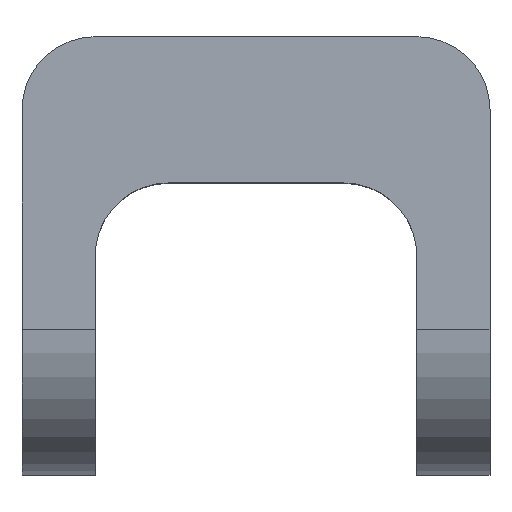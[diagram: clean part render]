
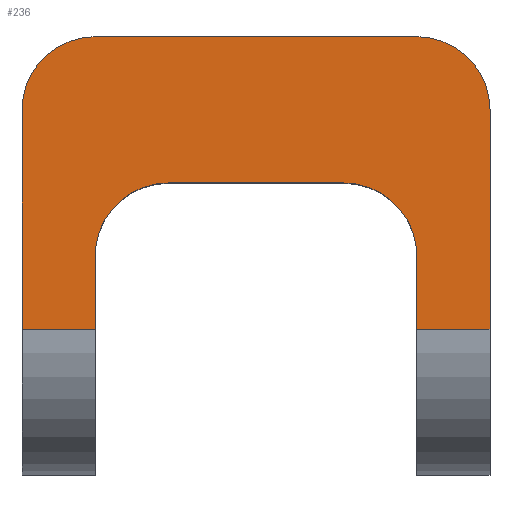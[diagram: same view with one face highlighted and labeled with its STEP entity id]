
A CAD part, top view. The second image highlights one B-rep face of the part: STEP entity #236.
In plain terms, the highlighted planar face has unit normal (0, 0, 1).
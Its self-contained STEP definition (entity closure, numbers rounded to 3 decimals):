
#7 = EDGE_CURVE ( 'NONE', #576, #803, #721, .T. ) ;
#11 = AXIS2_PLACEMENT_3D ( 'NONE', #262, #518, #760 ) ;
#18 = CARTESIAN_POINT ( 'NONE',  ( -16., 0., 18.49 ) ) ;
#33 = VECTOR ( 'NONE', #510, 1000. ) ;
#43 = CARTESIAN_POINT ( 'NONE',  ( -11., 20., 18.49 ) ) ;
#49 = DIRECTION ( 'NONE',  ( 1., 0., 0. ) ) ;
#52 = CARTESIAN_POINT ( 'NONE',  ( -11., 0., 18.49 ) ) ;
#65 = FACE_OUTER_BOUND ( 'NONE', #601, .T. ) ;
#82 = CARTESIAN_POINT ( 'NONE',  ( 6., 5., 18.49 ) ) ;
#84 = ORIENTED_EDGE ( 'NONE', *, *, #605, .F. ) ;
#86 = CARTESIAN_POINT ( 'NONE',  ( 11., 5., 18.49 ) ) ;
#88 = CARTESIAN_POINT ( 'NONE',  ( -11., 15., 18.49 ) ) ;
#96 = DIRECTION ( 'NONE',  ( 0., 0., 1. ) ) ;
#98 = AXIS2_PLACEMENT_3D ( 'NONE', #273, #213, #531 ) ;
#103 = VECTOR ( 'NONE', #424, 1000. ) ;
#105 = CARTESIAN_POINT ( 'NONE',  ( -16., 0., 18.49 ) ) ;
#106 = VERTEX_POINT ( 'NONE', #410 ) ;
#113 = EDGE_CURVE ( 'NONE', #576, #106, #168, .T. ) ;
#117 = CARTESIAN_POINT ( 'NONE',  ( 11., 0., 18.49 ) ) ;
#124 = VERTEX_POINT ( 'NONE', #549 ) ;
#131 = LINE ( 'NONE', #383, #536 ) ;
#137 = VECTOR ( 'NONE', #703, 1000. ) ;
#158 = CARTESIAN_POINT ( 'NONE',  ( 0., 0., 18.49 ) ) ;
#165 = ORIENTED_EDGE ( 'NONE', *, *, #554, .F. ) ;
#168 = LINE ( 'NONE', #105, #103 ) ;
#174 = DIRECTION ( 'NONE',  ( 0., -1., 0. ) ) ;
#177 = CARTESIAN_POINT ( 'NONE',  ( 0., 0., 18.49 ) ) ;
#180 = ORIENTED_EDGE ( 'NONE', *, *, #317, .T. ) ;
#196 = ORIENTED_EDGE ( 'NONE', *, *, #542, .T. ) ;
#213 = DIRECTION ( 'NONE',  ( 0., 0., -1. ) ) ;
#236 = ADVANCED_FACE ( 'NONE', ( #65 ), #683, .T. ) ;
#244 = VERTEX_POINT ( 'NONE', #750 ) ;
#259 = AXIS2_PLACEMENT_3D ( 'NONE', #177, #752, #49 ) ;
#262 = CARTESIAN_POINT ( 'NONE',  ( 11., 15., 18.49 ) ) ;
#269 = LINE ( 'NONE', #524, #33 ) ;
#273 = CARTESIAN_POINT ( 'NONE',  ( -6., 5., 18.49 ) ) ;
#284 = AXIS2_PLACEMENT_3D ( 'NONE', #82, #336, #583 ) ;
#298 = ORIENTED_EDGE ( 'NONE', *, *, #582, .T. ) ;
#309 = ORIENTED_EDGE ( 'NONE', *, *, #113, .F. ) ;
#317 = EDGE_CURVE ( 'NONE', #412, #502, #692, .T. ) ;
#330 = EDGE_CURVE ( 'NONE', #362, #124, #388, .T. ) ;
#334 = LINE ( 'NONE', #595, #137 ) ;
#336 = DIRECTION ( 'NONE',  ( 0., 0., -1. ) ) ;
#345 = EDGE_CURVE ( 'NONE', #673, #634, #269, .T. ) ;
#358 = EDGE_CURVE ( 'NONE', #803, #244, #131, .T. ) ;
#362 = VERTEX_POINT ( 'NONE', #449 ) ;
#371 = CARTESIAN_POINT ( 'NONE',  ( 16., 0., 18.49 ) ) ;
#383 = CARTESIAN_POINT ( 'NONE',  ( -11., 0., 18.49 ) ) ;
#388 = CIRCLE ( 'NONE', #11, 5. ) ;
#390 = VECTOR ( 'NONE', #411, 1000. ) ;
#410 = CARTESIAN_POINT ( 'NONE',  ( -16., 15., 18.49 ) ) ;
#411 = DIRECTION ( 'NONE',  ( 1., 0., 0. ) ) ;
#412 = VERTEX_POINT ( 'NONE', #655 ) ;
#413 = DIRECTION ( 'NONE',  ( 1., 0., 0. ) ) ;
#421 = EDGE_CURVE ( 'NONE', #481, #106, #563, .T. ) ;
#423 = LINE ( 'NONE', #371, #763 ) ;
#424 = DIRECTION ( 'NONE',  ( 0., 1., 0. ) ) ;
#425 = ORIENTED_EDGE ( 'NONE', *, *, #345, .T. ) ;
#426 = ORIENTED_EDGE ( 'NONE', *, *, #358, .T. ) ;
#449 = CARTESIAN_POINT ( 'NONE',  ( 16., 15., 18.49 ) ) ;
#467 = CARTESIAN_POINT ( 'NONE',  ( 0., 20., 18.49 ) ) ;
#477 = ORIENTED_EDGE ( 'NONE', *, *, #421, .T. ) ;
#481 = VERTEX_POINT ( 'NONE', #43 ) ;
#502 = VERTEX_POINT ( 'NONE', #544 ) ;
#510 = DIRECTION ( 'NONE',  ( 1., 0., 0. ) ) ;
#518 = DIRECTION ( 'NONE',  ( 0., 0., 1. ) ) ;
#524 = CARTESIAN_POINT ( 'NONE',  ( 0., 0., 18.49 ) ) ;
#525 = ORIENTED_EDGE ( 'NONE', *, *, #7, .T. ) ;
#531 = DIRECTION ( 'NONE',  ( 1., 0., 0. ) ) ;
#536 = VECTOR ( 'NONE', #569, 1000. ) ;
#542 = EDGE_CURVE ( 'NONE', #502, #546, #630, .T. ) ;
#544 = CARTESIAN_POINT ( 'NONE',  ( 6., 10., 18.49 ) ) ;
#546 = VERTEX_POINT ( 'NONE', #86 ) ;
#549 = CARTESIAN_POINT ( 'NONE',  ( 11., 20., 18.49 ) ) ;
#554 = EDGE_CURVE ( 'NONE', #673, #546, #334, .T. ) ;
#561 = VECTOR ( 'NONE', #767, 1000. ) ;
#563 = CIRCLE ( 'NONE', #765, 5. ) ;
#569 = DIRECTION ( 'NONE',  ( 0., 1., 0. ) ) ;
#576 = VERTEX_POINT ( 'NONE', #18 ) ;
#582 = EDGE_CURVE ( 'NONE', #244, #412, #802, .T. ) ;
#583 = DIRECTION ( 'NONE',  ( 1., 0., 0. ) ) ;
#595 = CARTESIAN_POINT ( 'NONE',  ( 11., 0., 18.49 ) ) ;
#601 = EDGE_LOOP ( 'NONE', ( #84, #477, #309, #525, #426, #298, #180, #196, #165, #425, #697, #668 ) ) ;
#605 = EDGE_CURVE ( 'NONE', #481, #124, #722, .T. ) ;
#630 = CIRCLE ( 'NONE', #284, 5. ) ;
#633 = CARTESIAN_POINT ( 'NONE',  ( 0., 10., 18.49 ) ) ;
#634 = VERTEX_POINT ( 'NONE', #645 ) ;
#636 = DIRECTION ( 'NONE',  ( 1., 0., 0. ) ) ;
#645 = CARTESIAN_POINT ( 'NONE',  ( 16., 0., 18.49 ) ) ;
#655 = CARTESIAN_POINT ( 'NONE',  ( -6., 10., 18.49 ) ) ;
#661 = VECTOR ( 'NONE', #636, 1000. ) ;
#668 = ORIENTED_EDGE ( 'NONE', *, *, #330, .T. ) ;
#673 = VERTEX_POINT ( 'NONE', #117 ) ;
#683 = PLANE ( 'NONE',  #259 ) ;
#692 = LINE ( 'NONE', #633, #661 ) ;
#697 = ORIENTED_EDGE ( 'NONE', *, *, #754, .F. ) ;
#703 = DIRECTION ( 'NONE',  ( 0., 1., 0. ) ) ;
#721 = LINE ( 'NONE', #158, #390 ) ;
#722 = LINE ( 'NONE', #467, #561 ) ;
#750 = CARTESIAN_POINT ( 'NONE',  ( -11., 5., 18.49 ) ) ;
#752 = DIRECTION ( 'NONE',  ( 0., 0., 1. ) ) ;
#754 = EDGE_CURVE ( 'NONE', #362, #634, #423, .T. ) ;
#760 = DIRECTION ( 'NONE',  ( 1., 0., 0. ) ) ;
#763 = VECTOR ( 'NONE', #174, 1000. ) ;
#765 = AXIS2_PLACEMENT_3D ( 'NONE', #88, #96, #413 ) ;
#767 = DIRECTION ( 'NONE',  ( 1., 0., 0. ) ) ;
#802 = CIRCLE ( 'NONE', #98, 5. ) ;
#803 = VERTEX_POINT ( 'NONE', #52 ) ;
